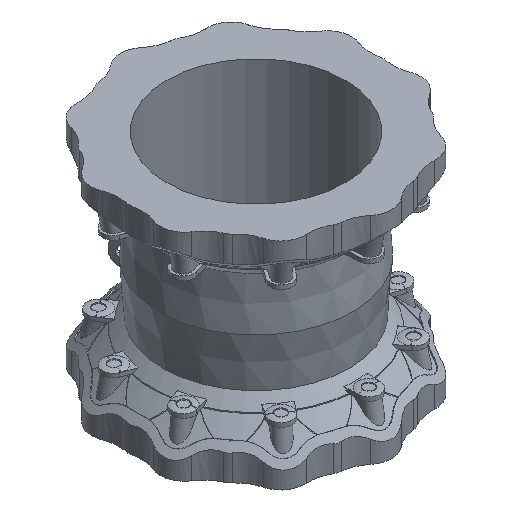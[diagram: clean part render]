
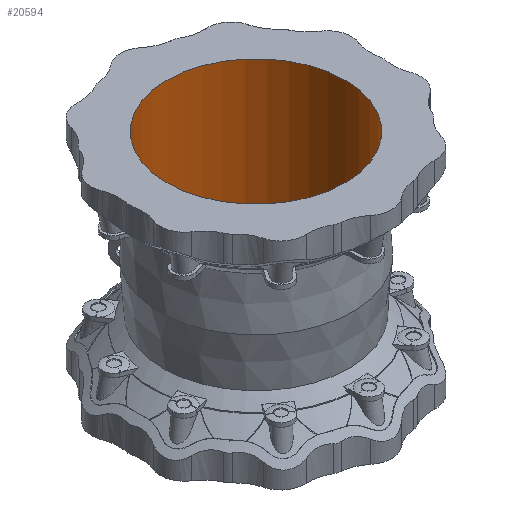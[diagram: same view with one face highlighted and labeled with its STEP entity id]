
A CAD part, isometric view. The second image highlights one B-rep face of the part: STEP entity #20594.
In plain terms, the highlighted cylindrical face has radius 221 mm (diameter 442 mm), a full revolution.
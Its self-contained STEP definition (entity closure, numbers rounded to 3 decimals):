
#1548 = EDGE_CURVE ( 'NONE', #18848, #18848, #21565, .T. ) ;
#4638 = DIRECTION ( 'NONE',  ( 1., 0., 0. ) ) ;
#4643 = CARTESIAN_POINT ( 'NONE',  ( 0., 0., -267.602 ) ) ;
#4644 = DIRECTION ( 'NONE',  ( 0., 0., 1. ) ) ;
#6316 = EDGE_LOOP ( 'NONE', ( #31954 ) ) ;
#6320 = EDGE_LOOP ( 'NONE', ( #31956 ) ) ;
#11314 = CARTESIAN_POINT ( 'NONE',  ( 0., 0., -267.602 ) ) ;
#11316 = DIRECTION ( 'NONE',  ( 0., 0., 1. ) ) ;
#11318 = DIRECTION ( 'NONE',  ( 1., 0., 0. ) ) ;
#12758 = EDGE_CURVE ( 'NONE', #18847, #18847, #22070, .T. ) ;
#18847 = VERTEX_POINT ( 'NONE', #26816 ) ;
#18848 = VERTEX_POINT ( 'NONE', #26812 ) ;
#20594 = ADVANCED_FACE ( 'NONE', ( #33551, #33549 ), #33556, .F. ) ;
#21565 = CIRCLE ( 'NONE', #26647, 221. ) ;
#22070 = CIRCLE ( 'NONE', #26648, 221. ) ;
#26647 = AXIS2_PLACEMENT_3D ( 'NONE', #11314, #11316, #11318 ) ;
#26648 = AXIS2_PLACEMENT_3D ( 'NONE', #42494, #42495, #42496 ) ;
#26812 = CARTESIAN_POINT ( 'NONE',  ( 221., 0., -267.602 ) ) ;
#26816 = CARTESIAN_POINT ( 'NONE',  ( 221., 0., 267.602 ) ) ;
#29094 = AXIS2_PLACEMENT_3D ( 'NONE', #4643, #4644, #4638 ) ;
#31954 = ORIENTED_EDGE ( 'NONE', *, *, #1548, .F. ) ;
#31956 = ORIENTED_EDGE ( 'NONE', *, *, #12758, .T. ) ;
#33549 = FACE_OUTER_BOUND ( 'NONE', #6320, .T. ) ;
#33551 = FACE_OUTER_BOUND ( 'NONE', #6316, .T. ) ;
#33556 = CYLINDRICAL_SURFACE ( 'NONE', #29094, 221. ) ;
#42494 = CARTESIAN_POINT ( 'NONE',  ( 0., 0., 267.602 ) ) ;
#42495 = DIRECTION ( 'NONE',  ( 0., 0., 1. ) ) ;
#42496 = DIRECTION ( 'NONE',  ( 1., 0., 0. ) ) ;
